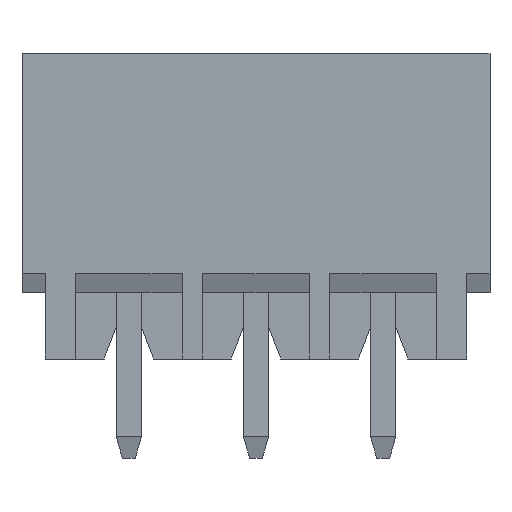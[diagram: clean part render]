
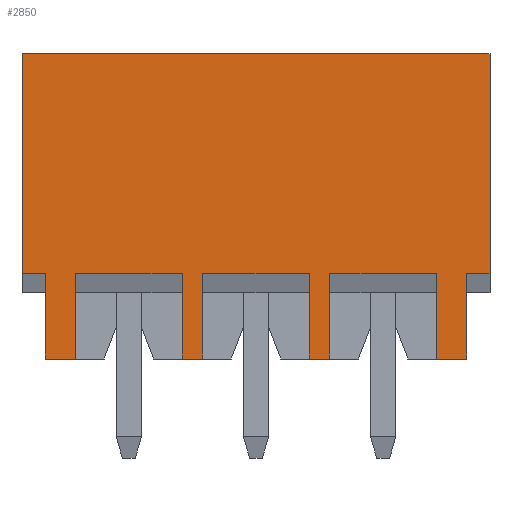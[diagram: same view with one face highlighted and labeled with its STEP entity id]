
A CAD part, front view. The second image highlights one B-rep face of the part: STEP entity #2850.
In plain terms, the highlighted planar face has unit normal (0, -1, 0).
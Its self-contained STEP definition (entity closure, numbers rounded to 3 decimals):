
#309=ORIENTED_EDGE('',*,*,#1104,.T.);
#310=ORIENTED_EDGE('',*,*,#1105,.T.);
#311=ORIENTED_EDGE('',*,*,#1106,.T.);
#312=ORIENTED_EDGE('',*,*,#954,.F.);
#313=ORIENTED_EDGE('',*,*,#962,.T.);
#314=ORIENTED_EDGE('',*,*,#1107,.T.);
#315=ORIENTED_EDGE('',*,*,#1108,.T.);
#316=ORIENTED_EDGE('',*,*,#1022,.T.);
#317=ORIENTED_EDGE('',*,*,#1109,.F.);
#318=ORIENTED_EDGE('',*,*,#1110,.F.);
#319=ORIENTED_EDGE('',*,*,#976,.F.);
#320=ORIENTED_EDGE('',*,*,#974,.F.);
#321=ORIENTED_EDGE('',*,*,#1111,.T.);
#322=ORIENTED_EDGE('',*,*,#1112,.T.);
#323=ORIENTED_EDGE('',*,*,#1113,.T.);
#324=ORIENTED_EDGE('',*,*,#1114,.F.);
#325=ORIENTED_EDGE('',*,*,#1115,.T.);
#326=ORIENTED_EDGE('',*,*,#1116,.T.);
#327=ORIENTED_EDGE('',*,*,#1117,.T.);
#328=ORIENTED_EDGE('',*,*,#1069,.F.);
#954=EDGE_CURVE('',#1363,#1364,#1631,.T.);
#962=EDGE_CURVE('',#1363,#1370,#1639,.T.);
#974=EDGE_CURVE('',#1381,#1375,#1651,.T.);
#976=EDGE_CURVE('',#1375,#1383,#1653,.T.);
#1022=EDGE_CURVE('',#1422,#1421,#1699,.T.);
#1069=EDGE_CURVE('',#1457,#1458,#1743,.T.);
#1104=EDGE_CURVE('',#1457,#1479,#1778,.T.);
#1105=EDGE_CURVE('',#1479,#1480,#1779,.T.);
#1106=EDGE_CURVE('',#1480,#1364,#1780,.T.);
#1107=EDGE_CURVE('',#1370,#1481,#1781,.T.);
#1108=EDGE_CURVE('',#1481,#1422,#1782,.T.);
#1109=EDGE_CURVE('',#1482,#1421,#1783,.T.);
#1110=EDGE_CURVE('',#1383,#1482,#1784,.T.);
#1111=EDGE_CURVE('',#1381,#1483,#1785,.T.);
#1112=EDGE_CURVE('',#1483,#1484,#1786,.T.);
#1113=EDGE_CURVE('',#1484,#1485,#1787,.T.);
#1114=EDGE_CURVE('',#1486,#1485,#1788,.T.);
#1115=EDGE_CURVE('',#1486,#1487,#1789,.T.);
#1116=EDGE_CURVE('',#1487,#1488,#1790,.T.);
#1117=EDGE_CURVE('',#1488,#1458,#1791,.T.);
#1363=VERTEX_POINT('',#4003);
#1364=VERTEX_POINT('',#4005);
#1370=VERTEX_POINT('',#4019);
#1375=VERTEX_POINT('',#4032);
#1381=VERTEX_POINT('',#4044);
#1383=VERTEX_POINT('',#4050);
#1421=VERTEX_POINT('',#4139);
#1422=VERTEX_POINT('',#4141);
#1457=VERTEX_POINT('',#4229);
#1458=VERTEX_POINT('',#4231);
#1479=VERTEX_POINT('',#4295);
#1480=VERTEX_POINT('',#4297);
#1481=VERTEX_POINT('',#4300);
#1482=VERTEX_POINT('',#4303);
#1483=VERTEX_POINT('',#4306);
#1484=VERTEX_POINT('',#4308);
#1485=VERTEX_POINT('',#4310);
#1486=VERTEX_POINT('',#4312);
#1487=VERTEX_POINT('',#4314);
#1488=VERTEX_POINT('',#4316);
#1631=LINE('',#4004,#2029);
#1639=LINE('',#4020,#2037);
#1651=LINE('',#4045,#2049);
#1653=LINE('',#4049,#2051);
#1699=LINE('',#4140,#2097);
#1743=LINE('',#4230,#2141);
#1778=LINE('',#4294,#2176);
#1779=LINE('',#4296,#2177);
#1780=LINE('',#4298,#2178);
#1781=LINE('',#4299,#2179);
#1782=LINE('',#4301,#2180);
#1783=LINE('',#4302,#2181);
#1784=LINE('',#4304,#2182);
#1785=LINE('',#4305,#2183);
#1786=LINE('',#4307,#2184);
#1787=LINE('',#4309,#2185);
#1788=LINE('',#4311,#2186);
#1789=LINE('',#4313,#2187);
#1790=LINE('',#4315,#2188);
#1791=LINE('',#4317,#2189);
#2029=VECTOR('',#3235,1000.);
#2037=VECTOR('',#3245,1000.);
#2049=VECTOR('',#3261,1000.);
#2051=VECTOR('',#3265,1000.);
#2097=VECTOR('',#3323,1000.);
#2141=VECTOR('',#3387,1000.);
#2176=VECTOR('',#3438,1000.);
#2177=VECTOR('',#3439,1000.);
#2178=VECTOR('',#3440,1000.);
#2179=VECTOR('',#3441,1000.);
#2180=VECTOR('',#3442,1000.);
#2181=VECTOR('',#3443,1000.);
#2182=VECTOR('',#3444,1000.);
#2183=VECTOR('',#3445,1000.);
#2184=VECTOR('',#3446,1000.);
#2185=VECTOR('',#3447,1000.);
#2186=VECTOR('',#3448,1000.);
#2187=VECTOR('',#3449,1000.);
#2188=VECTOR('',#3450,1000.);
#2189=VECTOR('',#3451,1000.);
#2408=EDGE_LOOP('',(#309,#310,#311,#312,#313,#314,#315,#316,#317,#318,#319,
#320,#321,#322,#323,#324,#325,#326,#327,#328));
#2562=FACE_BOUND('',#2408,.T.);
#2715=PLANE('',#3033);
#2850=ADVANCED_FACE('',(#2562),#2715,.T.);
#3033=AXIS2_PLACEMENT_3D('',#4293,#3436,#3437);
#3235=DIRECTION('',(-1.,0.,0.));
#3245=DIRECTION('',(0.,0.,1.));
#3261=DIRECTION('',(-1.,0.,0.));
#3265=DIRECTION('',(0.,0.,1.));
#3323=DIRECTION('',(-1.,0.,0.));
#3387=DIRECTION('',(-1.,0.,0.));
#3436=DIRECTION('',(0.,-1.,0.));
#3437=DIRECTION('',(0.,0.,-1.));
#3438=DIRECTION('',(0.,0.,1.));
#3439=DIRECTION('',(1.,0.,0.));
#3440=DIRECTION('',(0.,0.,-1.));
#3441=DIRECTION('',(1.,0.,0.));
#3442=DIRECTION('',(0.,0.,1.));
#3443=DIRECTION('',(0.,0.,1.));
#3444=DIRECTION('',(-1.,0.,0.));
#3445=DIRECTION('',(0.,0.,1.));
#3446=DIRECTION('',(1.,0.,0.));
#3447=DIRECTION('',(0.,0.,-1.));
#3448=DIRECTION('',(-1.,0.,0.));
#3449=DIRECTION('',(0.,0.,1.));
#3450=DIRECTION('',(1.,0.,0.));
#3451=DIRECTION('',(0.,0.,-1.));
#4003=CARTESIAN_POINT('',(8.29,-3.775,-6.));
#4004=CARTESIAN_POINT('',(9.2,-3.775,-6.));
#4005=CARTESIAN_POINT('',(7.1,-3.775,-6.));
#4019=CARTESIAN_POINT('',(8.29,-3.775,-2.65));
#4020=CARTESIAN_POINT('',(8.29,-3.775,-6.));
#4032=CARTESIAN_POINT('',(-8.29,-3.775,-6.));
#4044=CARTESIAN_POINT('',(-7.1,-3.775,-6.));
#4045=CARTESIAN_POINT('',(9.2,-3.775,-6.));
#4049=CARTESIAN_POINT('',(-8.29,-3.775,-6.));
#4050=CARTESIAN_POINT('',(-8.29,-3.775,-2.65));
#4139=CARTESIAN_POINT('',(-9.2,-3.775,6.));
#4140=CARTESIAN_POINT('',(9.2,-3.775,6.));
#4141=CARTESIAN_POINT('',(9.2,-3.775,6.));
#4229=CARTESIAN_POINT('',(2.9,-3.775,-6.));
#4230=CARTESIAN_POINT('',(9.2,-3.775,-6.));
#4231=CARTESIAN_POINT('',(2.1,-3.775,-6.));
#4293=CARTESIAN_POINT('',(9.2,-3.775,-6.));
#4294=CARTESIAN_POINT('',(2.9,-3.775,-6.));
#4295=CARTESIAN_POINT('',(2.9,-3.775,-2.65));
#4296=CARTESIAN_POINT('',(9.2,-3.775,-2.65));
#4297=CARTESIAN_POINT('',(7.1,-3.775,-2.65));
#4298=CARTESIAN_POINT('',(7.1,-3.775,-3.4));
#4299=CARTESIAN_POINT('',(8.29,-3.775,-2.65));
#4300=CARTESIAN_POINT('',(9.2,-3.775,-2.65));
#4301=CARTESIAN_POINT('',(9.2,-3.775,-6.));
#4302=CARTESIAN_POINT('',(-9.2,-3.775,-6.));
#4303=CARTESIAN_POINT('',(-9.2,-3.775,-2.65));
#4304=CARTESIAN_POINT('',(-8.29,-3.775,-2.65));
#4305=CARTESIAN_POINT('',(-7.1,-3.775,-6.));
#4306=CARTESIAN_POINT('',(-7.1,-3.775,-2.65));
#4307=CARTESIAN_POINT('',(9.2,-3.775,-2.65));
#4308=CARTESIAN_POINT('',(-2.9,-3.775,-2.65));
#4309=CARTESIAN_POINT('',(-2.9,-3.775,-3.4));
#4310=CARTESIAN_POINT('',(-2.9,-3.775,-6.));
#4311=CARTESIAN_POINT('',(9.2,-3.775,-6.));
#4312=CARTESIAN_POINT('',(-2.1,-3.775,-6.));
#4313=CARTESIAN_POINT('',(-2.1,-3.775,-6.));
#4314=CARTESIAN_POINT('',(-2.1,-3.775,-2.65));
#4315=CARTESIAN_POINT('',(9.2,-3.775,-2.65));
#4316=CARTESIAN_POINT('',(2.1,-3.775,-2.65));
#4317=CARTESIAN_POINT('',(2.1,-3.775,-3.4));
